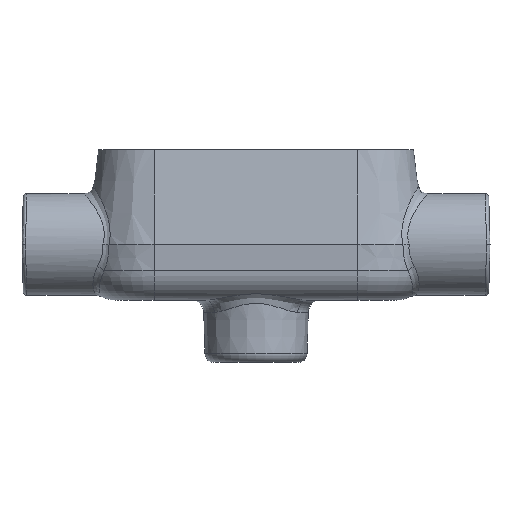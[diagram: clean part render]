
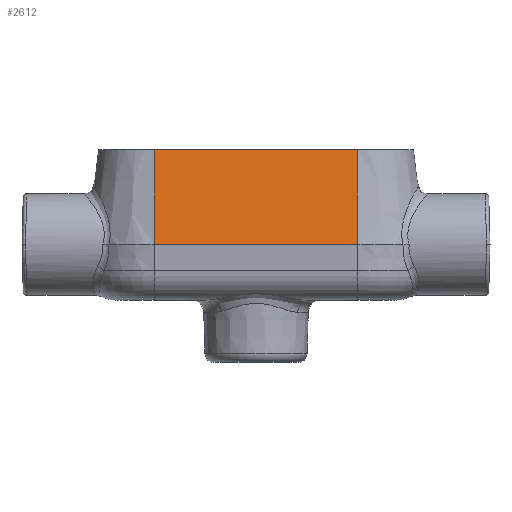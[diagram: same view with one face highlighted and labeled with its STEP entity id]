
A CAD part, front view. The second image highlights one B-rep face of the part: STEP entity #2612.
In plain terms, the highlighted planar face has unit normal (0, -0.989, 0.148).
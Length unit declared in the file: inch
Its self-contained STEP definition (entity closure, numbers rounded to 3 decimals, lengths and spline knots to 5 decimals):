
#149=PLANE('',#2834);
#272=FACE_OUTER_BOUND('',#426,.T.);
#426=EDGE_LOOP('',(#1917,#1918,#1919,#1920));
#613=LINE('',#4779,#734);
#614=LINE('',#5013,#735);
#615=LINE('',#5016,#736);
#616=LINE('',#5017,#737);
#734=VECTOR('',#3293,1.29624);
#735=VECTOR('',#3300,1.29624);
#736=VECTOR('',#3305,2.75);
#737=VECTOR('',#3306,2.75);
#1147=VERTEX_POINT('',#4546);
#1150=VERTEX_POINT('',#4777);
#1153=VERTEX_POINT('',#5010);
#1154=VERTEX_POINT('',#5012);
#1440=EDGE_CURVE('',#1150,#1147,#613,.T.);
#1444=EDGE_CURVE('',#1154,#1153,#614,.T.);
#1446=EDGE_CURVE('',#1147,#1153,#615,.F.);
#1447=EDGE_CURVE('',#1150,#1154,#616,.T.);
#1917=ORIENTED_EDGE('',*,*,#1444,.T.);
#1918=ORIENTED_EDGE('',*,*,#1446,.F.);
#1919=ORIENTED_EDGE('',*,*,#1440,.F.);
#1920=ORIENTED_EDGE('',*,*,#1447,.T.);
#2612=ADVANCED_FACE('',(#272),#149,.T.);
#2834=AXIS2_PLACEMENT_3D('',#5015,#3303,#3304);
#3293=DIRECTION('',(0.,-0.148,-0.989));
#3300=DIRECTION('',(0.,-0.148,-0.989));
#3303=DIRECTION('center_axis',(0.,-0.989,
0.148));
#3304=DIRECTION('ref_axis',(0.,-0.148,-0.989));
#3305=DIRECTION('',(1.,0.,0.));
#3306=DIRECTION('',(-1.,0.,0.));
#4546=CARTESIAN_POINT('',(1.375,-0.9416,0.));
#4777=CARTESIAN_POINT('',(1.375,-0.75,1.282));
#4779=CARTESIAN_POINT('',(1.375,-0.75,1.282));
#5010=CARTESIAN_POINT('',(-1.375,-0.9416,0.));
#5012=CARTESIAN_POINT('',(-1.375,-0.75,1.282));
#5013=CARTESIAN_POINT('',(-1.375,-0.75,1.282));
#5015=CARTESIAN_POINT('Origin',(1.375,-0.9416,0.));
#5016=CARTESIAN_POINT('',(-1.375,-0.9416,0.));
#5017=CARTESIAN_POINT('',(1.375,-0.75,1.282));
